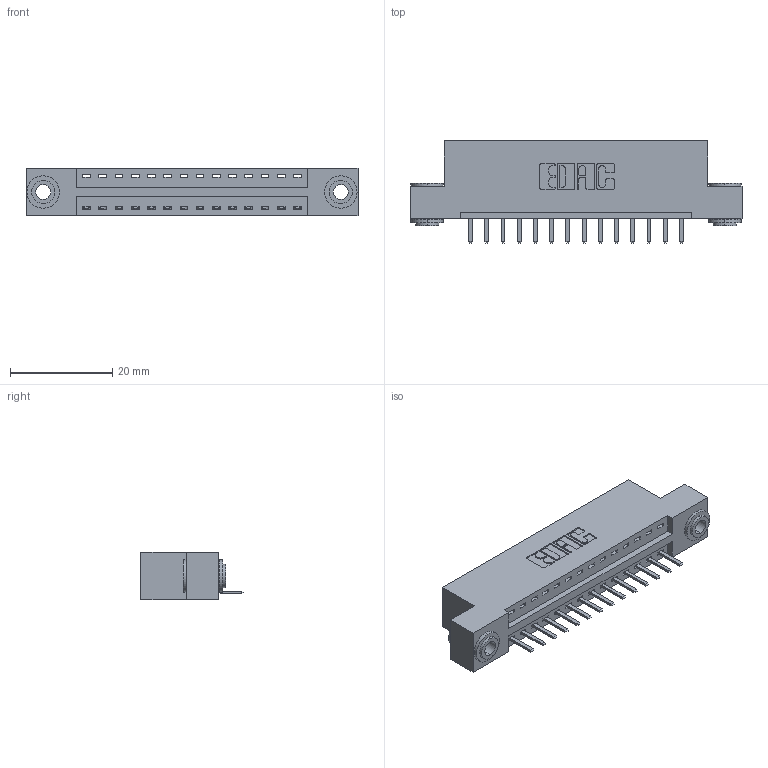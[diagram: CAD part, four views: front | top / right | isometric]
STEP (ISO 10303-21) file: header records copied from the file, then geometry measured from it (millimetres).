
FILE_DESCRIPTION (( 'STEP AP203' ), '1' );
FILE_NAME ('396-014-520-103.STEP', '2018-08-31T08:50:11', ( '' ), ( '' ), 'SwSTEP 2.0', 'SolidWorks 2016', '' );
FILE_SCHEMA (( 'CONFIG_CONTROL_DESIGN' ));
Length unit declared in the file: inch
Products named in the file (4): 346 Part_Flush Mounting Lugs - 0.156 Dia-TH; 345-292-001_345-293-120; 345-250-002_345-250-002-102; 396-014-520-103
Assembly tree (17 placements, depth 2):
  396-014-520-103
    346 Part_Flush Mounting Lugs - 0.156 Dia-TH
    345-292-001_345-293-120  x14
    345-250-002_345-250-002-102  x2
Bounding box: 65.02 x 20.02 x 9.4 mm (x, y, z)
Volume: 6010.4 mm3; surface area: 7294.9 mm2
Topology: 17 solids, 17 shells, 1028 faces, 2981 edges, 1946 vertices
Faces by surface type: plane 674, cylinder 346, cone 8
Entity records: 13222 total; most frequent: CARTESIAN_POINT 2265, ORIENTED_EDGE 2194, DIRECTION 2051, EDGE_CURVE 1097, LINE 881, VECTOR 881, VERTEX_POINT 726, AXIS2_PLACEMENT_3D 585
